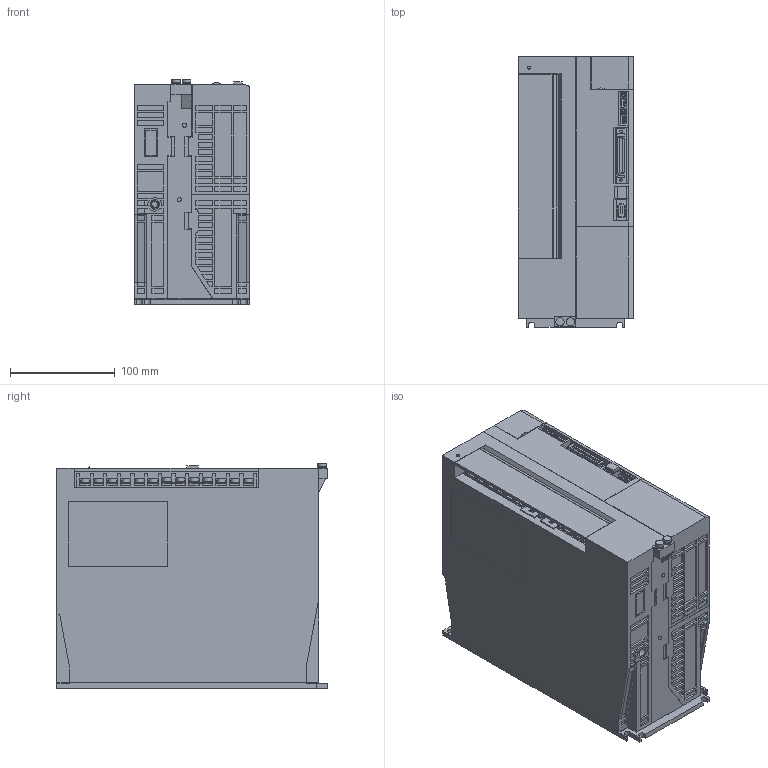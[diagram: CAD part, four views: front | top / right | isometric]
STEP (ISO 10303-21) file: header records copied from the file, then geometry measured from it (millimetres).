
FILE_DESCRIPTION(/* description */ ('STEP AP214'),/* implementation_level */ '2;1');
FILE_NAME(/* name */ 'SGD7S-330A00A',/* time_stamp */ '2025-02-20T15:12:01+01:00',/* author */ ('License CC BY-ND 4.0'),/* organization */ ('CADENAS'),/* preprocessor_version */ 'ST-DEVELOPER v19.3',/* originating_system */ 'PARTsolutions',/* authorisation */ ' ');
FILE_SCHEMA (('AUTOMOTIVE_DESIGN {1 0 10303 214 3 1 1}'));
Length unit declared in the file: millimetre
Products named in the file (7): SGD7S-330A00A; SGD7S-330A00A_PART1; SGD7S-330A00A_PART2; SGD7S-330A00A_PART3; SGD7S-330A00A_PART4; SGD7S-330A00A_PART5; SGD7S-330A00A_PART6
Assembly tree (8 placements, depth 2):
  SGD7S-330A00A
    SGD7S-330A00A_PART1
    SGD7S-330A00A_PART2  x2
    SGD7S-330A00A_PART3
    SGD7S-330A00A_PART4  x2
    SGD7S-330A00A_PART5
    SGD7S-330A00A_PART6
Bounding box: 110.5 x 258 x 214.6 mm (x, y, z)
Volume: 5480898.7 mm3; surface area: 293192.4 mm2
Topology: 8 solids, 8 shells, 1968 faces, 5003 edges, 3321 vertices
Faces by surface type: plane 1731, cylinder 234, cone 2, sphere 1
Full cylindrical faces by diameter (mm): 0.7 x4, 1.5 x16, 1.6 x2, 1.93 x2, 2.1 x2, 2.5 x2, 2.8 x2, 3 x6, 3.3 x4, 3.5 x4, 4 x8, 4.5 x2, 5.5 x5, 5.6 x2, 5.9 x1, 6 x5, 6.5 x3, 7 x6, 7.02 x5, 7.6 x16, 8 x32, 9 x4
Entity records: 56302 total; most frequent: CARTESIAN_POINT 9853, ORIENTED_EDGE 9428, DIRECTION 9061, EDGE_CURVE 4714, LINE 4235, VECTOR 4235, VERTEX_POINT 3205, AXIS2_PLACEMENT_3D 2413
